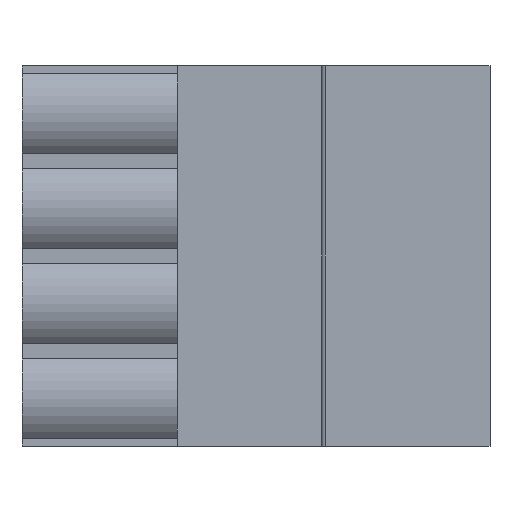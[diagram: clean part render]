
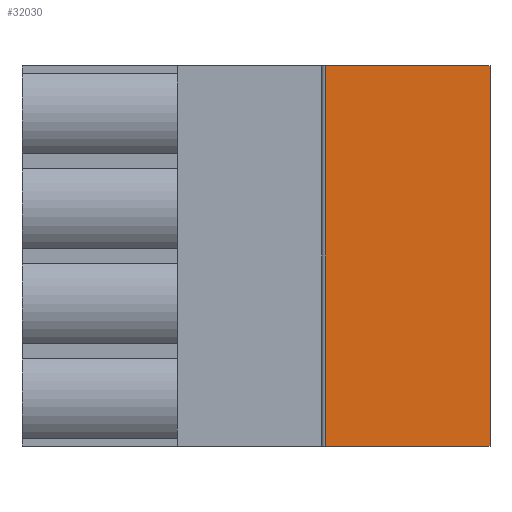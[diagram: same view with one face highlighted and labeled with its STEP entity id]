
A CAD part, front view. The second image highlights one B-rep face of the part: STEP entity #32030.
In plain terms, the highlighted planar face has unit normal (0, -1, 0).
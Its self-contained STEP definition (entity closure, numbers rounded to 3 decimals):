
#6420=CARTESIAN_POINT('',(-72.028,41.33
   ,-7.62));
#6430=VERTEX_POINT('',#6420);
#6460=CARTESIAN_POINT('',(-72.028,41.33
   ,-7.62));
#6470=DIRECTION('',(1.,0.,
   0.));
#6480=VECTOR('',#6470,1.);
#6490=LINE('',#6460,#6480);
#6500=CARTESIAN_POINT('',(-63.228,41.33
   ,-7.62));
#6510=VERTEX_POINT('',#6500);
#6520=EDGE_CURVE('',#6430,#6510,#6490,.T.);
#16260=CARTESIAN_POINT('',(-72.028,
   41.33,12.7));
#16270=VERTEX_POINT('',#16260);
#16300=CARTESIAN_POINT('',(-72.028,
   41.33,0.));
#16310=DIRECTION('',(0.,0.,
   -1.));
#16320=VECTOR('',#16310,1.);
#16330=LINE('',#16300,#16320);
#16340=EDGE_CURVE('',#16270,#6430,#16330,.T.);
#31800=CARTESIAN_POINT('',(-72.028,
   41.33,0.));
#31810=DIRECTION('',(0.,-1.,
   0.));
#31820=DIRECTION('',(-1.,0.,
   0.));
#31830=AXIS2_PLACEMENT_3D('',#31800,#31810,#31820);
#31840=PLANE('',#31830);
#31850=CARTESIAN_POINT('',(-72.028,
   41.33,12.7));
#31860=DIRECTION('',(1.,0.,
   0.));
#31870=VECTOR('',#31860,1.);
#31880=LINE('',#31850,#31870);
#31890=CARTESIAN_POINT('',(-63.228,
   41.33,12.7));
#31900=VERTEX_POINT('',#31890);
#31910=EDGE_CURVE('',#16270,#31900,#31880,.T.);
#31920=ORIENTED_EDGE('',*,*,#31910,.F.);
#31930=CARTESIAN_POINT('',(-63.228,
   41.33,10.16));
#31940=DIRECTION('',(0.,0.,
   -1.));
#31950=VECTOR('',#31940,1.);
#31960=LINE('',#31930,#31950);
#31970=EDGE_CURVE('',#31900,#6510,#31960,.T.);
#31980=ORIENTED_EDGE('',*,*,#31970,.F.);
#31990=ORIENTED_EDGE('',*,*,#6520,.T.);
#32000=ORIENTED_EDGE('',*,*,#16340,.T.);
#32010=EDGE_LOOP('',(#32000,#31990,#31980,#31920));
#32020=FACE_OUTER_BOUND('',#32010,.T.);
#32030=ADVANCED_FACE('',(#32020),#31840,.T.);
